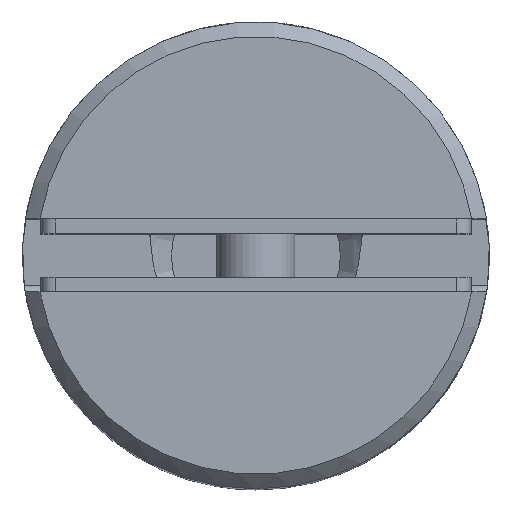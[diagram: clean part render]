
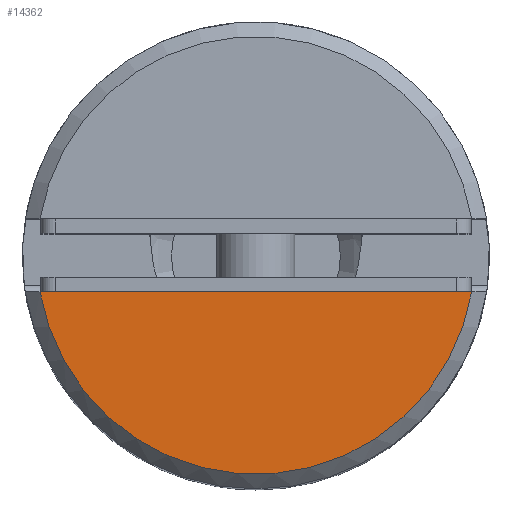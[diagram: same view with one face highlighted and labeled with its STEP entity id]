
A CAD part, top view. The second image highlights one B-rep face of the part: STEP entity #14362.
In plain terms, the highlighted planar face has unit normal (0, 0, 1).
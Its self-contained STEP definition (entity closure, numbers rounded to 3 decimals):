
#636 = DIRECTION ( 'NONE',  ( -1., 0., 0. ) ) ;
#1019 = ORIENTED_EDGE ( 'NONE', *, *, #17804, .T. ) ;
#2778 = CIRCLE ( 'NONE', #17125, 15. ) ;
#2953 = CARTESIAN_POINT ( 'NONE',  ( 14.79, -2.5, 40. ) ) ;
#3744 = CARTESIAN_POINT ( 'NONE',  ( 15.803, -2.5, 40. ) ) ;
#4788 = VERTEX_POINT ( 'NONE', #19741 ) ;
#5564 = CARTESIAN_POINT ( 'NONE',  ( 0., 0., 40. ) ) ;
#9577 = DIRECTION ( 'NONE',  ( 0., 0., -1. ) ) ;
#10090 = EDGE_LOOP ( 'NONE', ( #14999, #1019 ) ) ;
#10956 = LINE ( 'NONE', #3744, #14211 ) ;
#12630 = DIRECTION ( 'NONE',  ( -1., 0., 0. ) ) ;
#14211 = VECTOR ( 'NONE', #20000, 1000. ) ;
#14362 = ADVANCED_FACE ( 'NONE', ( #17078 ), #20656, .F. ) ;
#14999 = ORIENTED_EDGE ( 'NONE', *, *, #20325, .T. ) ;
#17078 = FACE_OUTER_BOUND ( 'NONE', #10090, .T. ) ;
#17125 = AXIS2_PLACEMENT_3D ( 'NONE', #5564, #20122, #636 ) ;
#17689 = CARTESIAN_POINT ( 'NONE',  ( 0., 0., 40. ) ) ;
#17804 = EDGE_CURVE ( 'NONE', #4788, #20692, #2778, .T. ) ;
#18056 = AXIS2_PLACEMENT_3D ( 'NONE', #17689, #9577, #12630 ) ;
#19741 = CARTESIAN_POINT ( 'NONE',  ( -14.79, -2.5, 40. ) ) ;
#20000 = DIRECTION ( 'NONE',  ( -1., 0., 0. ) ) ;
#20122 = DIRECTION ( 'NONE',  ( 0., 0., 1. ) ) ;
#20325 = EDGE_CURVE ( 'NONE', #20692, #4788, #10956, .T. ) ;
#20656 = PLANE ( 'NONE',  #18056 ) ;
#20692 = VERTEX_POINT ( 'NONE', #2953 ) ;
